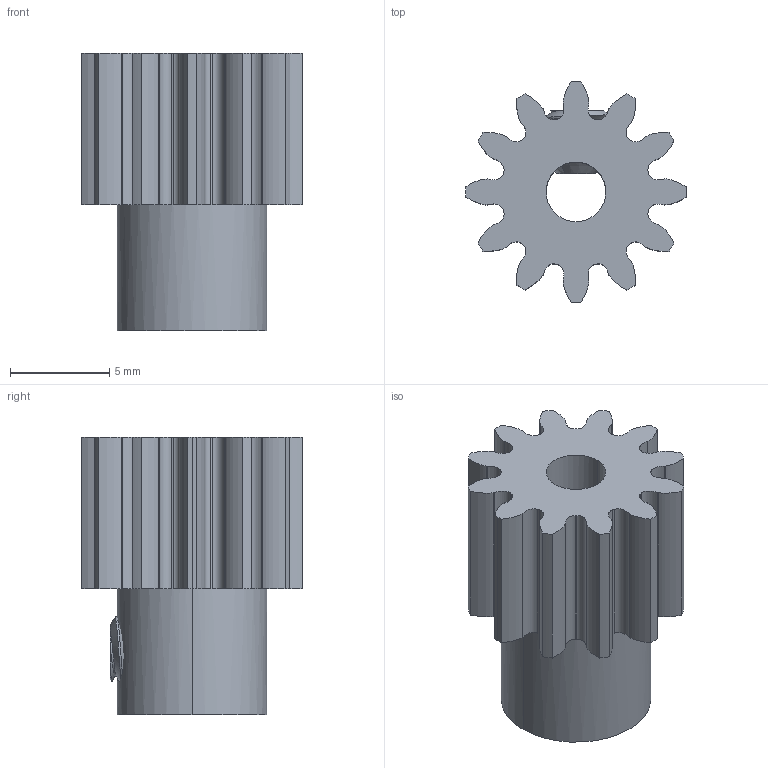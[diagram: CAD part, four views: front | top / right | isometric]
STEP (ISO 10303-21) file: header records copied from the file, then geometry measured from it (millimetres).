
FILE_DESCRIPTION (( 'STEP AP203' ), '1' );
FILE_NAME ('615318 assembly.STEP', '2016-10-04T20:28:30', ( '' ), ( '' ), 'SwSTEP 2.0', 'SolidWorks 2014', '' );
FILE_SCHEMA (( 'CONFIG_CONTROL_DESIGN' ));
Length unit declared in the file: inch
Products named in the file (3): 632140_91375A142; 615318 assembly; 615318_Gear Blank
Assembly tree (2 placements, depth 2):
  615318 assembly
    615318_Gear Blank
    632140_91375A142
Bounding box: 11.11 x 11.11 x 13.97 mm (x, y, z)
Volume: 711.4 mm3; surface area: 936.6 mm2
Topology: 2 solids, 2 shells, 171 faces, 479 edges, 310 vertices
Faces by surface type: bspline 60, plane 51, cylinder 43, cone 17
Entity records: 16723 total; most frequent: CARTESIAN_POINT 12611, ORIENTED_EDGE 950, DIRECTION 582, EDGE_CURVE 475, VERTEX_POINT 310, VECTOR 194, LINE 194, AXIS2_PLACEMENT_3D 194
